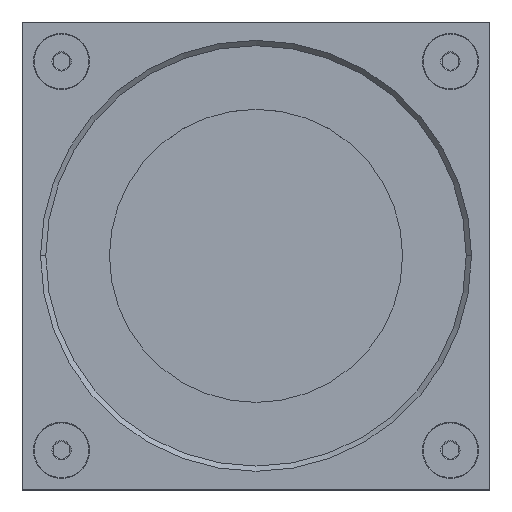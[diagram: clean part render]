
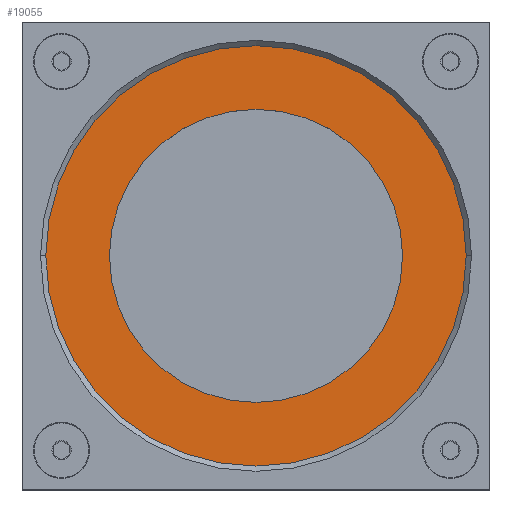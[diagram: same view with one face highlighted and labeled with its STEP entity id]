
A CAD part, top view. The second image highlights one B-rep face of the part: STEP entity #19055.
In plain terms, the highlighted planar face has unit normal (0, 0, 1).
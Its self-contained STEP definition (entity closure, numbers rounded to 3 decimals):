
#702 = EDGE_LOOP ( 'NONE', ( #6134, #33491 ) ) ;
#3232 = CIRCLE ( 'NONE', #19366, 27.89 ) ;
#3618 = CARTESIAN_POINT ( 'NONE',  ( 43.69, 20.39, 105.55 ) ) ;
#4355 = EDGE_CURVE ( 'NONE', #20460, #25011, #42135, .T. ) ;
#4395 = CIRCLE ( 'NONE', #36455, 40. ) ;
#4664 = DIRECTION ( 'NONE',  ( 1., 0., 0. ) ) ;
#6134 = ORIENTED_EDGE ( 'NONE', *, *, #56629, .T. ) ;
#6177 = CARTESIAN_POINT ( 'NONE',  ( -36.31, 20.39, 105.55 ) ) ;
#8393 = CARTESIAN_POINT ( 'NONE',  ( 3.69, 20.39, 105.55 ) ) ;
#9245 = DIRECTION ( 'NONE',  ( 0., 0., 1. ) ) ;
#11293 = CIRCLE ( 'NONE', #40325, 27.89 ) ;
#12480 = VERTEX_POINT ( 'NONE', #28388 ) ;
#12530 = AXIS2_PLACEMENT_3D ( 'NONE', #27052, #48007, #50001 ) ;
#12835 = ORIENTED_EDGE ( 'NONE', *, *, #48590, .F. ) ;
#13072 = EDGE_CURVE ( 'NONE', #12480, #39412, #3232, .T. ) ;
#19055 = ADVANCED_FACE ( 'NONE', ( #21988, #44636 ), #21093, .T. ) ;
#19366 = AXIS2_PLACEMENT_3D ( 'NONE', #23734, #32769, #28503 ) ;
#20460 = VERTEX_POINT ( 'NONE', #6177 ) ;
#21093 = PLANE ( 'NONE',  #22437 ) ;
#21988 = FACE_BOUND ( 'NONE', #33004, .T. ) ;
#22437 = AXIS2_PLACEMENT_3D ( 'NONE', #40101, #53236, #4664 ) ;
#23734 = CARTESIAN_POINT ( 'NONE',  ( 3.69, 20.39, 105.55 ) ) ;
#25011 = VERTEX_POINT ( 'NONE', #3618 ) ;
#26915 = CARTESIAN_POINT ( 'NONE',  ( -24.2, 20.39, 105.55 ) ) ;
#27052 = CARTESIAN_POINT ( 'NONE',  ( 3.69, 20.39, 105.55 ) ) ;
#28388 = CARTESIAN_POINT ( 'NONE',  ( 31.58, 20.39, 105.55 ) ) ;
#28503 = DIRECTION ( 'NONE',  ( 1., 0., 0. ) ) ;
#29967 = DIRECTION ( 'NONE',  ( 0., 0., 1. ) ) ;
#32769 = DIRECTION ( 'NONE',  ( 0., 0., 1. ) ) ;
#33004 = EDGE_LOOP ( 'NONE', ( #12835, #41519 ) ) ;
#33491 = ORIENTED_EDGE ( 'NONE', *, *, #4355, .T. ) ;
#36455 = AXIS2_PLACEMENT_3D ( 'NONE', #52855, #9245, #44441 ) ;
#39412 = VERTEX_POINT ( 'NONE', #26915 ) ;
#40101 = CARTESIAN_POINT ( 'NONE',  ( 3.69, 20.39, 105.55 ) ) ;
#40325 = AXIS2_PLACEMENT_3D ( 'NONE', #8393, #29967, #47439 ) ;
#41519 = ORIENTED_EDGE ( 'NONE', *, *, #13072, .F. ) ;
#42135 = CIRCLE ( 'NONE', #12530, 40. ) ;
#44441 = DIRECTION ( 'NONE',  ( 1., 0., 0. ) ) ;
#44636 = FACE_OUTER_BOUND ( 'NONE', #702, .T. ) ;
#47439 = DIRECTION ( 'NONE',  ( 1., 0., 0. ) ) ;
#48007 = DIRECTION ( 'NONE',  ( 0., 0., 1. ) ) ;
#48590 = EDGE_CURVE ( 'NONE', #39412, #12480, #11293, .T. ) ;
#50001 = DIRECTION ( 'NONE',  ( 1., 0., 0. ) ) ;
#52855 = CARTESIAN_POINT ( 'NONE',  ( 3.69, 20.39, 105.55 ) ) ;
#53236 = DIRECTION ( 'NONE',  ( 0., 0., 1. ) ) ;
#56629 = EDGE_CURVE ( 'NONE', #25011, #20460, #4395, .T. ) ;
